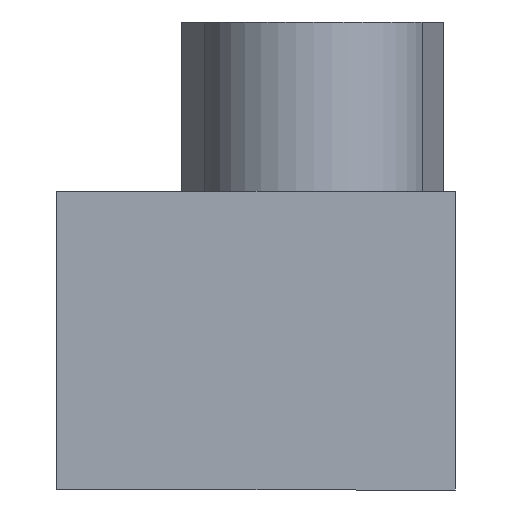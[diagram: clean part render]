
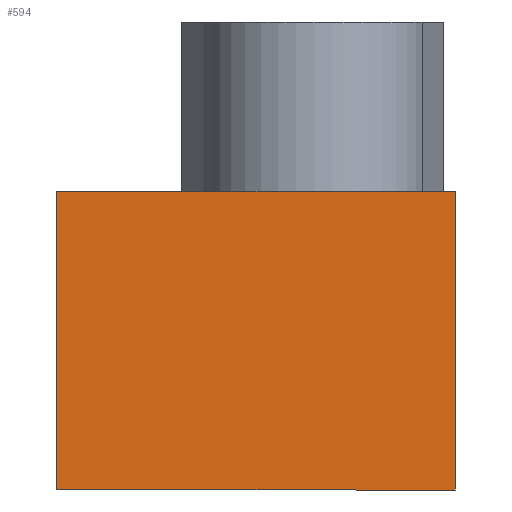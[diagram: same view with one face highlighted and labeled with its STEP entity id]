
A CAD part, left-side view. The second image highlights one B-rep face of the part: STEP entity #594.
In plain terms, the highlighted planar face has unit normal (-1, 0, 0).
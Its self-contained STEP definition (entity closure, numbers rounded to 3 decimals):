
#36=PLANE('',#661);
#64=FACE_OUTER_BOUND('',#100,.T.);
#100=EDGE_LOOP('',(#475,#476,#477,#478));
#162=LINE('',#956,#226);
#165=LINE('',#964,#229);
#166=LINE('',#966,#230);
#167=LINE('',#967,#231);
#226=VECTOR('',#775,10.);
#229=VECTOR('',#782,10.);
#230=VECTOR('',#783,10.);
#231=VECTOR('',#784,10.);
#305=VERTEX_POINT('',#953);
#306=VERTEX_POINT('',#955);
#309=VERTEX_POINT('',#963);
#310=VERTEX_POINT('',#965);
#371=EDGE_CURVE('',#305,#306,#162,.T.);
#375=EDGE_CURVE('',#305,#309,#165,.T.);
#376=EDGE_CURVE('',#309,#310,#166,.T.);
#377=EDGE_CURVE('',#310,#306,#167,.T.);
#475=ORIENTED_EDGE('',*,*,#375,.T.);
#476=ORIENTED_EDGE('',*,*,#376,.T.);
#477=ORIENTED_EDGE('',*,*,#377,.T.);
#478=ORIENTED_EDGE('',*,*,#371,.F.);
#594=ADVANCED_FACE('',(#64),#36,.T.);
#661=AXIS2_PLACEMENT_3D('',#962,#780,#781);
#775=DIRECTION('',(0.,0.,-1.));
#780=DIRECTION('center_axis',(-1.,0.,0.));
#781=DIRECTION('ref_axis',(0.,0.,-1.));
#782=DIRECTION('',(0.,1.,0.));
#783=DIRECTION('',(0.,0.,-1.));
#784=DIRECTION('',(0.,-1.,0.));
#953=CARTESIAN_POINT('',(0.,-21.1,12.7));
#955=CARTESIAN_POINT('',(0.,-21.1,0.7));
#956=CARTESIAN_POINT('',(0.,-21.1,19.5));
#962=CARTESIAN_POINT('Origin',(0.,-5.1,19.5));
#963=CARTESIAN_POINT('',(0.,-5.1,12.7));
#964=CARTESIAN_POINT('',(0.,-9.1,12.7));
#965=CARTESIAN_POINT('',(0.,-5.1,0.7));
#966=CARTESIAN_POINT('',(0.,-5.1,19.5));
#967=CARTESIAN_POINT('',(0.,-5.1,0.7));
